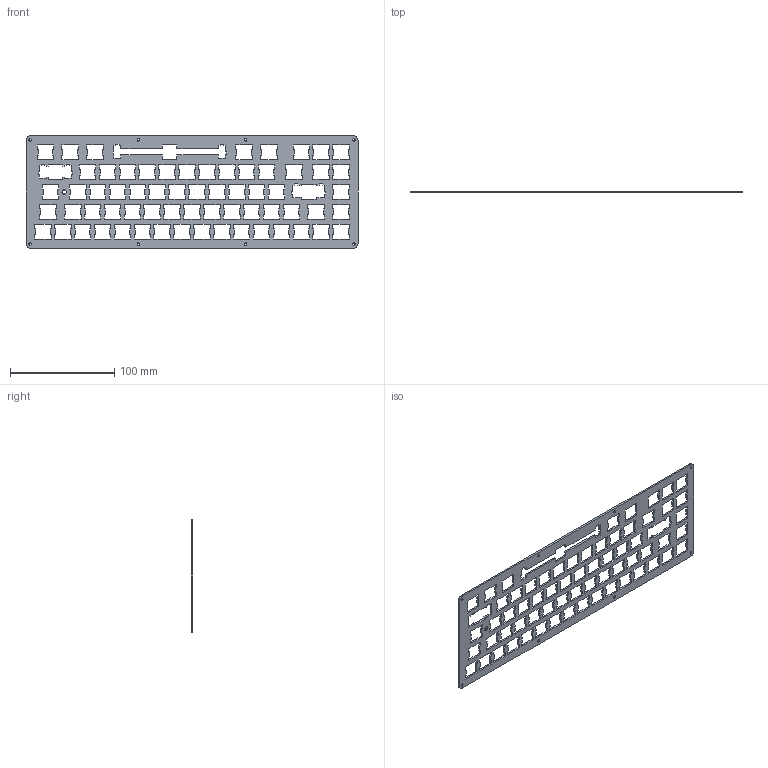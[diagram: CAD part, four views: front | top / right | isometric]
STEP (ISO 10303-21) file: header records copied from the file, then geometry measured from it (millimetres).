
FILE_DESCRIPTION(('STEP AP214'),'1');
FILE_NAME('Switch Plate.stp','2018-03-07T03:31:13',(' '),(' '),'Spatial InterOp 3D',' ',' ');
FILE_SCHEMA(('automotive_design'));
Length unit declared in the file: millimetre
Products named in the file (1): Switch Plate
Bounding box: 318.22 x 1.59 x 108 mm (x, y, z)
Volume: 29887.6 mm3; surface area: 46469.8 mm2
Topology: 1 solids, 1 shells, 915 faces, 2731 edges, 1818 vertices
Faces by surface type: plane 894, cylinder 13, cone 8
Full cylindrical faces by diameter (mm): 2.4 x8, 4 x1
Entity records: 37674 total; most frequent: CARTESIAN_POINT 5448, ORIENTED_EDGE 5428, DIRECTION 4580, EDGE_CURVE 2714, LINE 2680, VECTOR 2680, VERTEX_POINT 1818, EDGE_LOOP 1086
